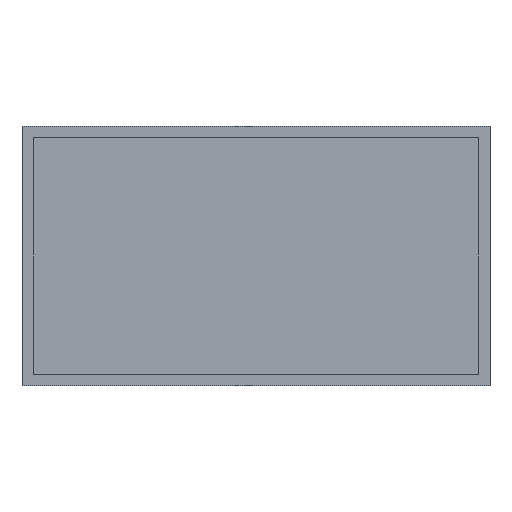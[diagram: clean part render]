
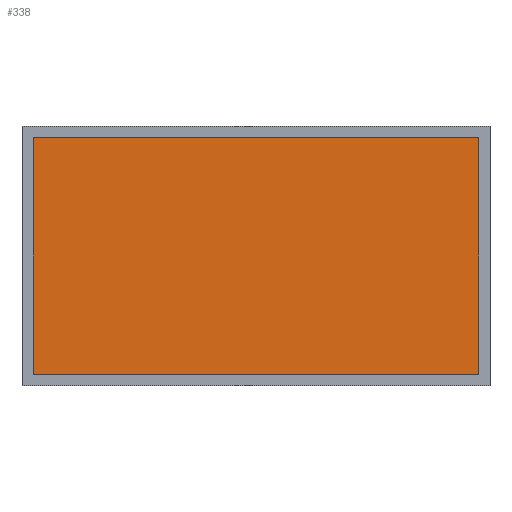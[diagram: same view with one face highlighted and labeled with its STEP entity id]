
A CAD part, front view. The second image highlights one B-rep face of the part: STEP entity #338.
In plain terms, the highlighted planar face has unit normal (0, -1, 0).
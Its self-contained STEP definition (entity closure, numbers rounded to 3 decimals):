
#76=ORIENTED_EDGE('',*,*,#137,.T.);
#77=ORIENTED_EDGE('',*,*,#140,.T.);
#78=ORIENTED_EDGE('',*,*,#142,.T.);
#79=ORIENTED_EDGE('',*,*,#143,.T.);
#137=EDGE_CURVE('',#177,#176,#209,.T.);
#140=EDGE_CURVE('',#176,#178,#212,.T.);
#142=EDGE_CURVE('',#178,#179,#214,.T.);
#143=EDGE_CURVE('',#179,#177,#215,.T.);
#176=VERTEX_POINT('',#520);
#177=VERTEX_POINT('',#522);
#178=VERTEX_POINT('',#526);
#179=VERTEX_POINT('',#530);
#209=LINE('',#521,#249);
#212=LINE('',#527,#252);
#214=LINE('',#531,#254);
#215=LINE('',#533,#255);
#249=VECTOR('',#422,1000.);
#252=VECTOR('',#427,1000.);
#254=VECTOR('',#431,1000.);
#255=VECTOR('',#434,1000.);
#280=EDGE_LOOP('',(#76,#77,#78,#79));
#302=FACE_BOUND('',#280,.T.);
#322=PLANE('',#371);
#338=ADVANCED_FACE('',(#302),#322,.T.);
#371=AXIS2_PLACEMENT_3D('',#534,#435,#436);
#422=DIRECTION('',(0.,0.,1.));
#427=DIRECTION('',(-1.,0.,0.));
#431=DIRECTION('',(0.,0.,-1.));
#434=DIRECTION('',(1.,0.,0.));
#435=DIRECTION('',(0.,-1.,0.));
#436=DIRECTION('',(0.,0.,-1.));
#520=CARTESIAN_POINT('',(160.,2.,85.));
#521=CARTESIAN_POINT('',(160.,2.,-85.));
#522=CARTESIAN_POINT('',(160.,2.,-85.));
#526=CARTESIAN_POINT('',(-160.,2.,85.));
#527=CARTESIAN_POINT('',(160.,2.,85.));
#530=CARTESIAN_POINT('',(-160.,2.,-85.));
#531=CARTESIAN_POINT('',(-160.,2.,85.));
#533=CARTESIAN_POINT('',(-160.,2.,-85.));
#534=CARTESIAN_POINT('',(0.,2.,0.));
